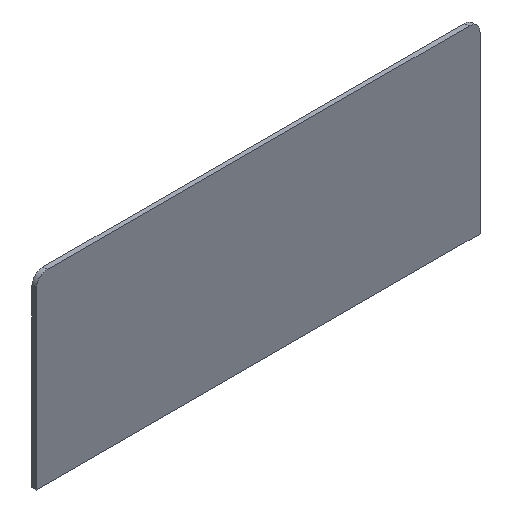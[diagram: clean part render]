
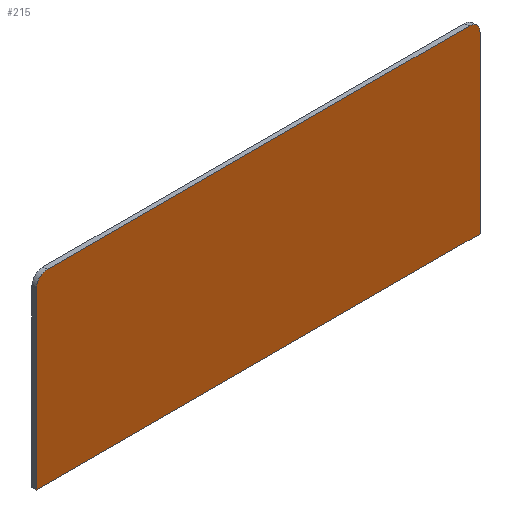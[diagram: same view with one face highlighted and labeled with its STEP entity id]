
A CAD part, isometric view. The second image highlights one B-rep face of the part: STEP entity #215.
In plain terms, the highlighted planar face has unit normal (0, -1, 0).
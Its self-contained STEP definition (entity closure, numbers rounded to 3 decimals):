
#1 = CARTESIAN_POINT ( 'NONE',  ( 610., 0., -255. ) ) ;
#4 = DIRECTION ( 'NONE',  ( 1., 0., 0. ) ) ;
#5 = VERTEX_POINT ( 'NONE', #1 ) ;
#6 = ORIENTED_EDGE ( 'NONE', *, *, #208, .F. ) ;
#10 = ORIENTED_EDGE ( 'NONE', *, *, #190, .F. ) ;
#15 = DIRECTION ( 'NONE',  ( -1., 0., 0. ) ) ;
#20 = ORIENTED_EDGE ( 'NONE', *, *, #171, .F. ) ;
#26 = FACE_OUTER_BOUND ( 'NONE', #85, .T. ) ;
#37 = VECTOR ( 'NONE', #4, 1000. ) ;
#38 = CARTESIAN_POINT ( 'NONE',  ( -610., 0., -255. ) ) ;
#40 = CARTESIAN_POINT ( 'NONE',  ( 610., 0., 255. ) ) ;
#43 = CARTESIAN_POINT ( 'NONE',  ( -610., 0., 225. ) ) ;
#53 = DIRECTION ( 'NONE',  ( 0., 0., -1. ) ) ;
#64 = CARTESIAN_POINT ( 'NONE',  ( -610., 0., 255. ) ) ;
#72 = LINE ( 'NONE', #40, #98 ) ;
#82 = DIRECTION ( 'NONE',  ( 0., -1., 0. ) ) ;
#85 = EDGE_LOOP ( 'NONE', ( #6, #202, #10, #130, #134, #20 ) ) ;
#88 = DIRECTION ( 'NONE',  ( 0., 0., -1. ) ) ;
#91 = VECTOR ( 'NONE', #253, 1000. ) ;
#94 = PLANE ( 'NONE',  #169 ) ;
#98 = VECTOR ( 'NONE', #53, 1000. ) ;
#103 = CARTESIAN_POINT ( 'NONE',  ( 610., 0., 225. ) ) ;
#105 = VERTEX_POINT ( 'NONE', #43 ) ;
#113 = VERTEX_POINT ( 'NONE', #172 ) ;
#126 = LINE ( 'NONE', #175, #91 ) ;
#130 = ORIENTED_EDGE ( 'NONE', *, *, #243, .T. ) ;
#134 = ORIENTED_EDGE ( 'NONE', *, *, #238, .F. ) ;
#138 = CIRCLE ( 'NONE', #203, 30. ) ;
#154 = CARTESIAN_POINT ( 'NONE',  ( 0., 0., 0. ) ) ;
#157 = CARTESIAN_POINT ( 'NONE',  ( -580., 0., 255. ) ) ;
#163 = EDGE_CURVE ( 'NONE', #218, #261, #138, .T. ) ;
#168 = DIRECTION ( 'NONE',  ( 0., -1., 0. ) ) ;
#169 = AXIS2_PLACEMENT_3D ( 'NONE', #154, #82, #200 ) ;
#171 = EDGE_CURVE ( 'NONE', #5, #113, #209, .T. ) ;
#172 = CARTESIAN_POINT ( 'NONE',  ( -610., 0., -255. ) ) ;
#173 = CARTESIAN_POINT ( 'NONE',  ( 580., 0., 255. ) ) ;
#174 = CARTESIAN_POINT ( 'NONE',  ( 580., 0., 225. ) ) ;
#175 = CARTESIAN_POINT ( 'NONE',  ( -610., 0., 255. ) ) ;
#185 = VECTOR ( 'NONE', #15, 1000. ) ;
#190 = EDGE_CURVE ( 'NONE', #223, #261, #247, .T. ) ;
#198 = AXIS2_PLACEMENT_3D ( 'NONE', #250, #249, #234 ) ;
#200 = DIRECTION ( 'NONE',  ( 0., 0., -1. ) ) ;
#202 = ORIENTED_EDGE ( 'NONE', *, *, #163, .T. ) ;
#203 = AXIS2_PLACEMENT_3D ( 'NONE', #174, #168, #88 ) ;
#208 = EDGE_CURVE ( 'NONE', #218, #5, #72, .T. ) ;
#209 = LINE ( 'NONE', #38, #185 ) ;
#215 = ADVANCED_FACE ( 'NONE', ( #26 ), #94, .T. ) ;
#218 = VERTEX_POINT ( 'NONE', #103 ) ;
#223 = VERTEX_POINT ( 'NONE', #157 ) ;
#234 = DIRECTION ( 'NONE',  ( 0., 0., -1. ) ) ;
#238 = EDGE_CURVE ( 'NONE', #113, #105, #126, .T. ) ;
#242 = CIRCLE ( 'NONE', #198, 30. ) ;
#243 = EDGE_CURVE ( 'NONE', #223, #105, #242, .T. ) ;
#247 = LINE ( 'NONE', #64, #37 ) ;
#249 = DIRECTION ( 'NONE',  ( 0., -1., 0. ) ) ;
#250 = CARTESIAN_POINT ( 'NONE',  ( -580., 0., 225. ) ) ;
#253 = DIRECTION ( 'NONE',  ( 0., 0., 1. ) ) ;
#261 = VERTEX_POINT ( 'NONE', #173 ) ;
